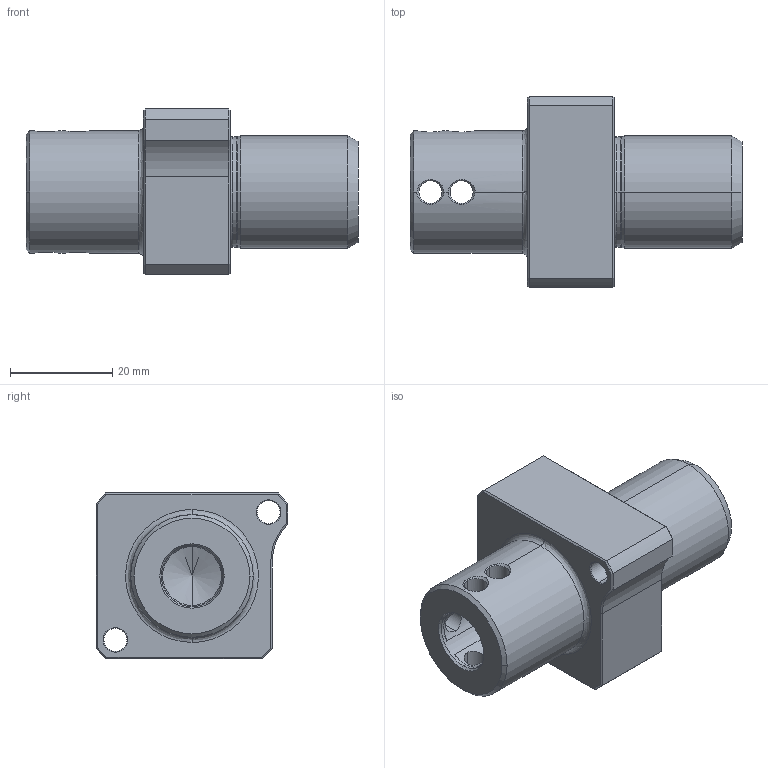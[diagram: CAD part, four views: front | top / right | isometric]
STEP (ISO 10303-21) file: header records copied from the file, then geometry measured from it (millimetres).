
FILE_DESCRIPTION (( 'STEP AP203' ), '1' );
FILE_NAME ('UMHB-RH1222SW.step', '2023-06-20T13:48:35', ( '' ), ( '' ), 'SwSTEP 2.0', 'SolidWorks 2022', '' );
FILE_SCHEMA (( 'CONFIG_CONTROL_DESIGN' ));
Length unit declared in the file: millimetre
Products named in the file (1): UMHB-RH1222SW
Bounding box: 65 x 37.5 x 32.5 mm (x, y, z)
Volume: 33074.5 mm3; surface area: 10215.5 mm2
Topology: 1 solids, 1 shells, 125 faces, 312 edges, 184 vertices
Faces by surface type: cone 50, cylinder 40, plane 29, bspline 6
Entity records: 4918 total; most frequent: CARTESIAN_POINT 1912, ORIENTED_EDGE 616, DIRECTION 611, EDGE_CURVE 308, AXIS2_PLACEMENT_3D 241, VERTEX_POINT 184, EDGE_LOOP 142, LINE 129
